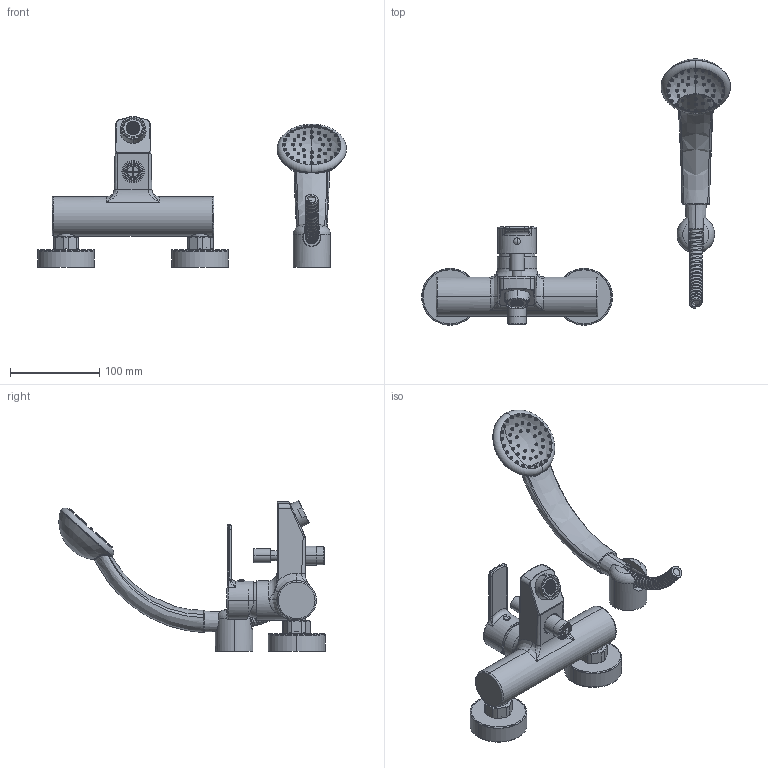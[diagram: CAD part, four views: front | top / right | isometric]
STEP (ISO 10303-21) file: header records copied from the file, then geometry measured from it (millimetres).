
FILE_DESCRIPTION((''),'2;1');
FILE_NAME('RED026CR','2021-11-08T15:23:56',('ut3'),('PAFFONI SpA'),'CREO PARAMETRIC BY PTC INC, 2020044','CREO PARAMETRIC BY PTC INC, 2020044','');
FILE_SCHEMA(('CONFIG_CONTROL_DESIGN','SHAPE_APPEARANCE_LAYERS_GROUPS'));
Products named in the file (1): RED026CR
Bounding box: 345.46 x 297.87 x 168.9 mm (x, y, z)
Volume: 472037.9 mm3; surface area: 229043.4 mm2
Topology: 9 solids, 10 shells, 3705 faces, 10016 edges, 6422 vertices
Faces by surface type: plane 2382, cylinder 766, torus 192, bspline 169, cone 144, sphere 52
Entity records: 192548 total; most frequent: CARTESIAN_POINT 70475, ORIENTED_EDGE 19986, DIRECTION 19267, EDGE_CURVE 9993, AXIS2_PLACEMENT_3D 6695, VERTEX_POINT 6420, VECTOR 5877, LINE 5877
